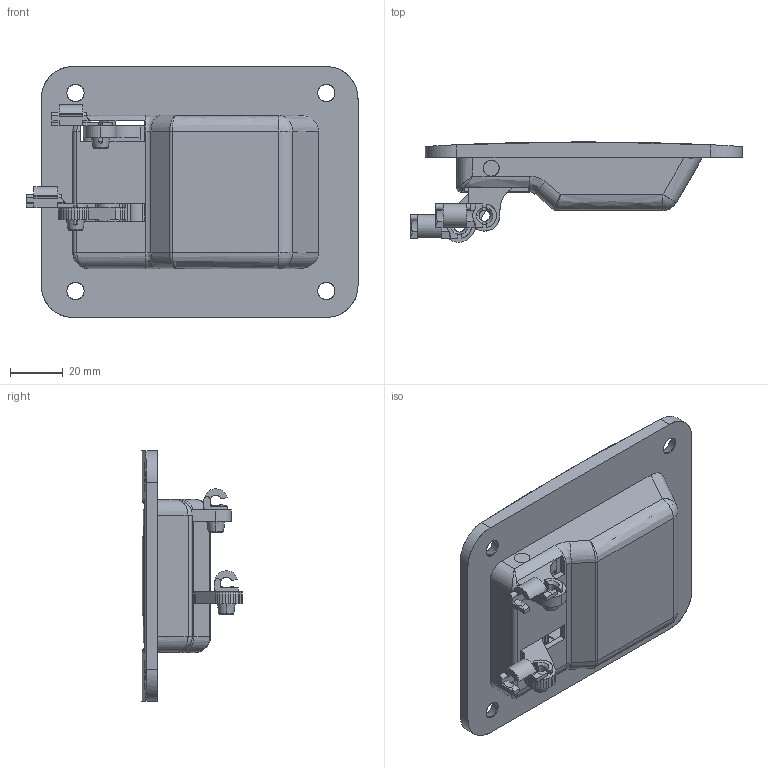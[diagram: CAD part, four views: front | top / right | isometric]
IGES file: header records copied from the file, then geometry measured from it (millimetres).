
Start section: SolidWorks IGES file using analytic representation for surfaces
Global section: file name: A-866-1L.IGS,15; native system: HSolidWorks 2007; preprocessor: SolidWorks 2007; author: 3sw; date: 090608.091246; units: millimetre
Bounding box: 125.72 x 38 x 95 mm (x, y, z)
Surface area: 48038.9 mm2 (no closed solid volume)
Topology: 0 solids, 0 shells, 287 faces, 3814 edges, 3808 vertices
Faces by surface type: bspline 156, revolution 131
